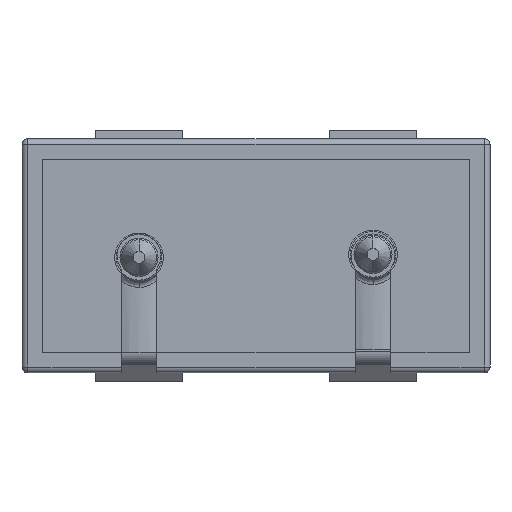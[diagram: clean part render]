
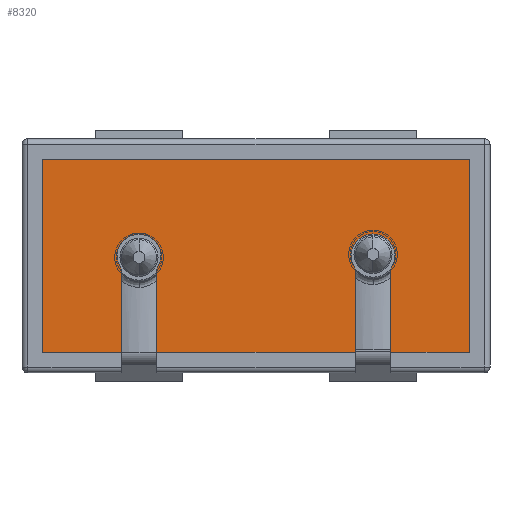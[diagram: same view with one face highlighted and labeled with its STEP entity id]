
A CAD part, front view. The second image highlights one B-rep face of the part: STEP entity #8320.
In plain terms, the highlighted planar face has unit normal (0, -1, 0).
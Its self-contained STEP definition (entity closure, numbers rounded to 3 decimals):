
#58 = CARTESIAN_POINT ( 'NONE',  ( 7.3, -13., -3.3 ) ) ;
#95 = EDGE_CURVE ( 'NONE', #8533, #7636, #11163, .T. ) ;
#340 = CARTESIAN_POINT ( 'NONE',  ( 7.3, -13., 3.3 ) ) ;
#439 = ORIENTED_EDGE ( 'NONE', *, *, #3024, .F. ) ;
#634 = VERTEX_POINT ( 'NONE', #9593 ) ;
#650 = LINE ( 'NONE', #5011, #8362 ) ;
#655 = CARTESIAN_POINT ( 'NONE',  ( 7.3, -13., -3.3 ) ) ;
#720 = CARTESIAN_POINT ( 'NONE',  ( -7.3, -13., 3.3 ) ) ;
#741 = AXIS2_PLACEMENT_3D ( 'NONE', #12675, #13858, #7557 ) ;
#844 = VERTEX_POINT ( 'NONE', #720 ) ;
#887 = CARTESIAN_POINT ( 'NONE',  ( -7.3, -13., -3.3 ) ) ;
#1001 = EDGE_CURVE ( 'NONE', #7636, #634, #13054, .T. ) ;
#1232 = DIRECTION ( 'NONE',  ( 0., 0., 1. ) ) ;
#1333 = DIRECTION ( 'NONE',  ( 0., 0., -1. ) ) ;
#1364 = CARTESIAN_POINT ( 'NONE',  ( 7.3, -13., -3.3 ) ) ;
#2216 = CARTESIAN_POINT ( 'NONE',  ( -4., -13., 0. ) ) ;
#2302 = EDGE_LOOP ( 'NONE', ( #13386, #9115, #439, #14344, #9785, #12973, #13631, #9988, #12664, #4615, #12836, #2489, #2980, #14871 ) ) ;
#2489 = ORIENTED_EDGE ( 'NONE', *, *, #5065, .T. ) ;
#2521 = CARTESIAN_POINT ( 'NONE',  ( 4.6, -13., -0.45 ) ) ;
#2917 = CARTESIAN_POINT ( 'NONE',  ( 4., -13., 0. ) ) ;
#2980 = ORIENTED_EDGE ( 'NONE', *, *, #6010, .T. ) ;
#3024 = EDGE_CURVE ( 'NONE', #14298, #8533, #6474, .T. ) ;
#3063 = VERTEX_POINT ( 'NONE', #12276 ) ;
#3100 = DIRECTION ( 'NONE',  ( 0., -1., 0. ) ) ;
#3609 = VECTOR ( 'NONE', #13683, 1000. ) ;
#3627 = CARTESIAN_POINT ( 'NONE',  ( -4.6, -13., -0.45 ) ) ;
#3723 = VECTOR ( 'NONE', #7633, 1000. ) ;
#3850 = EDGE_CURVE ( 'NONE', #13691, #3063, #9634, .T. ) ;
#3855 = CIRCLE ( 'NONE', #12129, 0.75 ) ;
#3895 = PLANE ( 'NONE',  #741 ) ;
#4615 = ORIENTED_EDGE ( 'NONE', *, *, #5836, .T. ) ;
#4660 = DIRECTION ( 'NONE',  ( 0., -1., 0. ) ) ;
#4771 = CARTESIAN_POINT ( 'NONE',  ( -4., -13., 0. ) ) ;
#5011 = CARTESIAN_POINT ( 'NONE',  ( 7.3, -13., -3.3 ) ) ;
#5065 = EDGE_CURVE ( 'NONE', #13632, #844, #11500, .T. ) ;
#5103 = LINE ( 'NONE', #10960, #8858 ) ;
#5738 = VECTOR ( 'NONE', #1232, 1000. ) ;
#5836 = EDGE_CURVE ( 'NONE', #14544, #10043, #13695, .T. ) ;
#5881 = VECTOR ( 'NONE', #7599, 1000. ) ;
#6010 = EDGE_CURVE ( 'NONE', #844, #8036, #15066, .T. ) ;
#6183 = VECTOR ( 'NONE', #11147, 1000. ) ;
#6327 = AXIS2_PLACEMENT_3D ( 'NONE', #2917, #11730, #13012 ) ;
#6474 = CIRCLE ( 'NONE', #6889, 0.75 ) ;
#6889 = AXIS2_PLACEMENT_3D ( 'NONE', #4771, #4660, #11101 ) ;
#7419 = EDGE_CURVE ( 'NONE', #14976, #14262, #3855, .T. ) ;
#7557 = DIRECTION ( 'NONE',  ( 0., 0., -1. ) ) ;
#7599 = DIRECTION ( 'NONE',  ( 0., 0., -1. ) ) ;
#7633 = DIRECTION ( 'NONE',  ( 1., 0., 0. ) ) ;
#7636 = VERTEX_POINT ( 'NONE', #3627 ) ;
#7706 = LINE ( 'NONE', #58, #5738 ) ;
#8036 = VERTEX_POINT ( 'NONE', #9888 ) ;
#8320 = ADVANCED_FACE ( 'NONE', ( #13741 ), #3895, .T. ) ;
#8362 = VECTOR ( 'NONE', #16337, 1000. ) ;
#8485 = EDGE_CURVE ( 'NONE', #14262, #13691, #16299, .T. ) ;
#8533 = VERTEX_POINT ( 'NONE', #11893 ) ;
#8804 = AXIS2_PLACEMENT_3D ( 'NONE', #2216, #3100, #13085 ) ;
#8858 = VECTOR ( 'NONE', #14798, 1000. ) ;
#9115 = ORIENTED_EDGE ( 'NONE', *, *, #95, .F. ) ;
#9574 = CARTESIAN_POINT ( 'NONE',  ( 4., -13., 0. ) ) ;
#9593 = CARTESIAN_POINT ( 'NONE',  ( -4.6, -13., -3.3 ) ) ;
#9634 = LINE ( 'NONE', #12621, #5881 ) ;
#9674 = LINE ( 'NONE', #11674, #14814 ) ;
#9712 = VECTOR ( 'NONE', #1333, 1000. ) ;
#9785 = ORIENTED_EDGE ( 'NONE', *, *, #11701, .T. ) ;
#9853 = CARTESIAN_POINT ( 'NONE',  ( 7.3, -13., 3.3 ) ) ;
#9888 = CARTESIAN_POINT ( 'NONE',  ( -7.3, -13., -3.3 ) ) ;
#9988 = ORIENTED_EDGE ( 'NONE', *, *, #7419, .F. ) ;
#10043 = VERTEX_POINT ( 'NONE', #655 ) ;
#10256 = LINE ( 'NONE', #1364, #3723 ) ;
#10604 = DIRECTION ( 'NONE',  ( 0., 0., -1. ) ) ;
#10660 = EDGE_CURVE ( 'NONE', #13206, #14298, #9674, .T. ) ;
#10960 = CARTESIAN_POINT ( 'NONE',  ( 4.6, -13., 0. ) ) ;
#11043 = CARTESIAN_POINT ( 'NONE',  ( 3.4, -13., -0.45 ) ) ;
#11101 = DIRECTION ( 'NONE',  ( 0., 0., -1. ) ) ;
#11147 = DIRECTION ( 'NONE',  ( 1., 0., 0. ) ) ;
#11163 = CIRCLE ( 'NONE', #8804, 0.75 ) ;
#11168 = CARTESIAN_POINT ( 'NONE',  ( -3.4, -13., -0.45 ) ) ;
#11379 = CARTESIAN_POINT ( 'NONE',  ( 4.6, -13., -3.3 ) ) ;
#11500 = LINE ( 'NONE', #340, #14094 ) ;
#11674 = CARTESIAN_POINT ( 'NONE',  ( -3.4, -13., 0. ) ) ;
#11701 = EDGE_CURVE ( 'NONE', #13206, #3063, #650, .T. ) ;
#11730 = DIRECTION ( 'NONE',  ( 0., -1., 0. ) ) ;
#11783 = DIRECTION ( 'NONE',  ( 0., 0., 1. ) ) ;
#11893 = CARTESIAN_POINT ( 'NONE',  ( -4., -13., 0.75 ) ) ;
#11919 = DIRECTION ( 'NONE',  ( 0., -1., 0. ) ) ;
#12129 = AXIS2_PLACEMENT_3D ( 'NONE', #9574, #11919, #10604 ) ;
#12276 = CARTESIAN_POINT ( 'NONE',  ( 3.4, -13., -3.3 ) ) ;
#12621 = CARTESIAN_POINT ( 'NONE',  ( 3.4, -13., 0. ) ) ;
#12664 = ORIENTED_EDGE ( 'NONE', *, *, #15393, .F. ) ;
#12675 = CARTESIAN_POINT ( 'NONE',  ( 0., -13., 0. ) ) ;
#12797 = EDGE_CURVE ( 'NONE', #10043, #13632, #7706, .T. ) ;
#12836 = ORIENTED_EDGE ( 'NONE', *, *, #12797, .T. ) ;
#12973 = ORIENTED_EDGE ( 'NONE', *, *, #3850, .F. ) ;
#13012 = DIRECTION ( 'NONE',  ( 0., 0., -1. ) ) ;
#13054 = LINE ( 'NONE', #15167, #9712 ) ;
#13085 = DIRECTION ( 'NONE',  ( 0., 0., -1. ) ) ;
#13206 = VERTEX_POINT ( 'NONE', #14741 ) ;
#13386 = ORIENTED_EDGE ( 'NONE', *, *, #1001, .F. ) ;
#13557 = CARTESIAN_POINT ( 'NONE',  ( 7.3, -13., -3.3 ) ) ;
#13631 = ORIENTED_EDGE ( 'NONE', *, *, #8485, .F. ) ;
#13632 = VERTEX_POINT ( 'NONE', #9853 ) ;
#13683 = DIRECTION ( 'NONE',  ( 0., 0., -1. ) ) ;
#13691 = VERTEX_POINT ( 'NONE', #11043 ) ;
#13695 = LINE ( 'NONE', #13557, #6183 ) ;
#13730 = CARTESIAN_POINT ( 'NONE',  ( 4., -13., 0.75 ) ) ;
#13741 = FACE_OUTER_BOUND ( 'NONE', #2302, .T. ) ;
#13858 = DIRECTION ( 'NONE',  ( 0., -1., 0. ) ) ;
#14094 = VECTOR ( 'NONE', #14242, 1000. ) ;
#14242 = DIRECTION ( 'NONE',  ( -1., 0., 0. ) ) ;
#14262 = VERTEX_POINT ( 'NONE', #13730 ) ;
#14298 = VERTEX_POINT ( 'NONE', #11168 ) ;
#14344 = ORIENTED_EDGE ( 'NONE', *, *, #10660, .F. ) ;
#14544 = VERTEX_POINT ( 'NONE', #11379 ) ;
#14741 = CARTESIAN_POINT ( 'NONE',  ( -3.4, -13., -3.3 ) ) ;
#14798 = DIRECTION ( 'NONE',  ( 0., 0., 1. ) ) ;
#14814 = VECTOR ( 'NONE', #11783, 1000. ) ;
#14871 = ORIENTED_EDGE ( 'NONE', *, *, #15150, .T. ) ;
#14976 = VERTEX_POINT ( 'NONE', #2521 ) ;
#15066 = LINE ( 'NONE', #887, #3609 ) ;
#15150 = EDGE_CURVE ( 'NONE', #8036, #634, #10256, .T. ) ;
#15167 = CARTESIAN_POINT ( 'NONE',  ( -4.6, -13., 0. ) ) ;
#15393 = EDGE_CURVE ( 'NONE', #14544, #14976, #5103, .T. ) ;
#16299 = CIRCLE ( 'NONE', #6327, 0.75 ) ;
#16337 = DIRECTION ( 'NONE',  ( 1., 0., 0. ) ) ;
